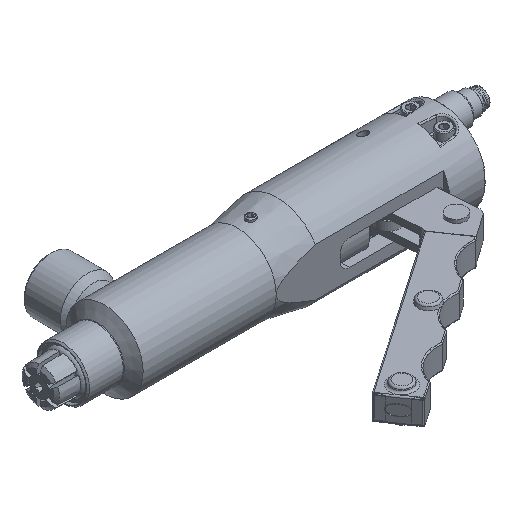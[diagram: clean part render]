
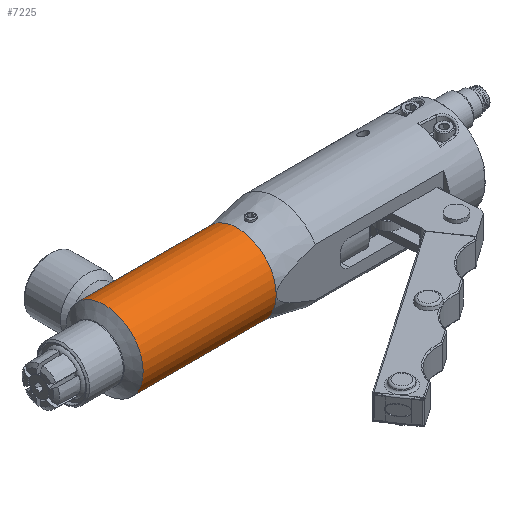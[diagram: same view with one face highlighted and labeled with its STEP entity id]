
A CAD part, isometric view. The second image highlights one B-rep face of the part: STEP entity #7225.
In plain terms, the highlighted cylindrical face has radius 13.462 mm (diameter 26.924 mm), a full revolution.
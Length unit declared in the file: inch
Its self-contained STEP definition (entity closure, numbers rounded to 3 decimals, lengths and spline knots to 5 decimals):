
#140=B_SPLINE_CURVE_WITH_KNOTS('',3,(#11838,#11839,#11840,#11841,#11842,
#11843,#11844,#11845,#11846,#11847,#11848,#11849,#11850,#11851,#11852,#11853,
#11854,#11855,#11856,#11857),.UNSPECIFIED.,.F.,.F.,(4,2,2,2,2,2,2,2,2,4),
(0.,0.29456,0.58913,0.88228,1.17543,
1.46859,1.76174,2.0563,2.35087,2.45605),
 .UNSPECIFIED.);
#141=B_SPLINE_CURVE_WITH_KNOTS('',3,(#11858,#11859,#11860,#11861,#11862,
#11863,#11864,#11865,#11866,#11867,#11868,#11869,#11870,#11871,#11872,#11873,
#11874,#11875),.UNSPECIFIED.,.F.,.F.,(4,2,2,2,2,2,2,2,4),(2.45605,
2.64543,2.93999,3.23315,3.5263,3.81945,
4.11261,4.40717,4.70174),.UNSPECIFIED.);
#201=FACE_BOUND('',#1060,.T.);
#439=CYLINDRICAL_SURFACE('',#7771,0.53);
#640=FACE_OUTER_BOUND('',#1059,.T.);
#1059=EDGE_LOOP('',(#5166,#5167,#5168,#5169,#5170,#5171));
#1060=EDGE_LOOP('',(#5172,#5173));
#1459=CIRCLE('',#7543,0.53);
#1516=CIRCLE('',#7658,0.53);
#1568=CIRCLE('',#7772,0.53);
#1569=CIRCLE('',#7773,0.53);
#1995=LINE('',#11832,#2449);
#2449=VECTOR('',#8962,0.53);
#2774=VERTEX_POINT('',#10481);
#2776=VERTEX_POINT('',#10485);
#3011=VERTEX_POINT('',#11831);
#3012=VERTEX_POINT('',#11833);
#3013=VERTEX_POINT('',#11836);
#3014=VERTEX_POINT('',#11837);
#3473=EDGE_CURVE('',#2776,#2774,#1459,.T.);
#3653=EDGE_CURVE('',#2774,#2776,#1516,.T.);
#3817=EDGE_CURVE('',#2776,#3011,#1995,.T.);
#3818=EDGE_CURVE('',#3011,#3012,#1568,.T.);
#3819=EDGE_CURVE('',#3012,#3011,#1569,.T.);
#3820=EDGE_CURVE('',#3013,#3014,#140,.T.);
#3821=EDGE_CURVE('',#3014,#3013,#141,.T.);
#5166=ORIENTED_EDGE('',*,*,#3473,.F.);
#5167=ORIENTED_EDGE('',*,*,#3817,.T.);
#5168=ORIENTED_EDGE('',*,*,#3818,.T.);
#5169=ORIENTED_EDGE('',*,*,#3819,.T.);
#5170=ORIENTED_EDGE('',*,*,#3817,.F.);
#5171=ORIENTED_EDGE('',*,*,#3653,.F.);
#5172=ORIENTED_EDGE('',*,*,#3820,.T.);
#5173=ORIENTED_EDGE('',*,*,#3821,.T.);
#7225=ADVANCED_FACE('',(#640,#201),#439,.T.);
#7543=AXIS2_PLACEMENT_3D('',#10489,#8375,#8376);
#7658=AXIS2_PLACEMENT_3D('',#11032,#8692,#8693);
#7771=AXIS2_PLACEMENT_3D('',#11830,#8960,#8961);
#7772=AXIS2_PLACEMENT_3D('',#11834,#8963,#8964);
#7773=AXIS2_PLACEMENT_3D('',#11835,#8965,#8966);
#8375=DIRECTION('center_axis',(1.,0.,0.));
#8376=DIRECTION('ref_axis',(0.,-1.,0.));
#8692=DIRECTION('center_axis',(1.,0.,0.));
#8693=DIRECTION('ref_axis',(0.,-1.,0.));
#8960=DIRECTION('center_axis',(1.,0.,0.));
#8961=DIRECTION('ref_axis',(0.,1.,0.));
#8962=DIRECTION('',(-1.,0.,0.));
#8963=DIRECTION('center_axis',(1.,0.,0.));
#8964=DIRECTION('ref_axis',(0.,1.,0.));
#8965=DIRECTION('center_axis',(1.,0.,0.));
#8966=DIRECTION('ref_axis',(0.,1.,0.));
#10481=CARTESIAN_POINT('',(-0.335,0.53,0.));
#10485=CARTESIAN_POINT('',(-0.335,-0.53,0.));
#10489=CARTESIAN_POINT('Origin',(-0.335,0.,0.));
#11032=CARTESIAN_POINT('Origin',(-0.335,0.,0.));
#11830=CARTESIAN_POINT('Origin',(-1.27357,0.,
0.));
#11831=CARTESIAN_POINT('',(-2.16214,-0.53,0.));
#11832=CARTESIAN_POINT('',(-1.27357,-0.53,0.));
#11833=CARTESIAN_POINT('',(-2.16214,0.53,0.));
#11834=CARTESIAN_POINT('Origin',(-2.16214,0.,
0.));
#11835=CARTESIAN_POINT('Origin',(-2.16214,0.,
0.));
#11836=CARTESIAN_POINT('',(-1.75,0.43761,-0.299));
#11837=CARTESIAN_POINT('',(-1.79184,0.4396,0.29606));
#11838=CARTESIAN_POINT('Ctrl Pts',(-1.75,0.43761,-0.299));
#11839=CARTESIAN_POINT('Ctrl Pts',(-1.71134,0.43761,
-0.299));
#11840=CARTESIAN_POINT('Ctrl Pts',(-1.67097,0.44327,
-0.29109));
#11841=CARTESIAN_POINT('Ctrl Pts',(-1.59771,0.46199,
-0.26036));
#11842=CARTESIAN_POINT('Ctrl Pts',(-1.5647,0.47464,-0.23755));
#11843=CARTESIAN_POINT('Ctrl Pts',(-1.51257,0.49731,
-0.18542));
#11844=CARTESIAN_POINT('Ctrl Pts',(-1.48968,0.50902,
-0.15238));
#11845=CARTESIAN_POINT('Ctrl Pts',(-1.45887,0.52544,
-0.07893));
#11846=CARTESIAN_POINT('Ctrl Pts',(-1.451,0.53,-0.03847));
#11847=CARTESIAN_POINT('Ctrl Pts',(-1.451,0.53,0.03847));
#11848=CARTESIAN_POINT('Ctrl Pts',(-1.45887,0.52544,
0.07893));
#11849=CARTESIAN_POINT('Ctrl Pts',(-1.48968,0.50902,
0.15238));
#11850=CARTESIAN_POINT('Ctrl Pts',(-1.51257,0.49731,
0.18542));
#11851=CARTESIAN_POINT('Ctrl Pts',(-1.5647,0.47464,0.23755));
#11852=CARTESIAN_POINT('Ctrl Pts',(-1.59771,0.46199,
0.26036));
#11853=CARTESIAN_POINT('Ctrl Pts',(-1.67097,0.44327,
0.29109));
#11854=CARTESIAN_POINT('Ctrl Pts',(-1.71134,0.43761,
0.299));
#11855=CARTESIAN_POINT('Ctrl Pts',(-1.7638,0.43761,
0.299));
#11856=CARTESIAN_POINT('Ctrl Pts',(-1.77784,0.43827,0.29804));
#11857=CARTESIAN_POINT('Ctrl Pts',(-1.79184,0.4396,
0.29606));
#11858=CARTESIAN_POINT('Ctrl Pts',(-1.79184,0.4396,
0.29606));
#11859=CARTESIAN_POINT('Ctrl Pts',(-1.81704,0.442,0.2925));
#11860=CARTESIAN_POINT('Ctrl Pts',(-1.84211,0.44661,
0.2856));
#11861=CARTESIAN_POINT('Ctrl Pts',(-1.90229,0.46199,
0.26036));
#11862=CARTESIAN_POINT('Ctrl Pts',(-1.9353,0.47464,0.23755));
#11863=CARTESIAN_POINT('Ctrl Pts',(-1.98743,0.49731,
0.18542));
#11864=CARTESIAN_POINT('Ctrl Pts',(-2.01032,0.50902,
0.15238));
#11865=CARTESIAN_POINT('Ctrl Pts',(-2.04113,0.52544,
0.07893));
#11866=CARTESIAN_POINT('Ctrl Pts',(-2.049,0.53,0.03847));
#11867=CARTESIAN_POINT('Ctrl Pts',(-2.049,0.53,-0.03847));
#11868=CARTESIAN_POINT('Ctrl Pts',(-2.04113,0.52544,
-0.07893));
#11869=CARTESIAN_POINT('Ctrl Pts',(-2.01032,0.50902,
-0.15238));
#11870=CARTESIAN_POINT('Ctrl Pts',(-1.98743,0.49731,
-0.18542));
#11871=CARTESIAN_POINT('Ctrl Pts',(-1.9353,0.47464,-0.23755));
#11872=CARTESIAN_POINT('Ctrl Pts',(-1.90229,0.46199,
-0.26036));
#11873=CARTESIAN_POINT('Ctrl Pts',(-1.82903,0.44327,
-0.29109));
#11874=CARTESIAN_POINT('Ctrl Pts',(-1.78866,0.43761,
-0.299));
#11875=CARTESIAN_POINT('Ctrl Pts',(-1.75,0.43761,-0.299));
